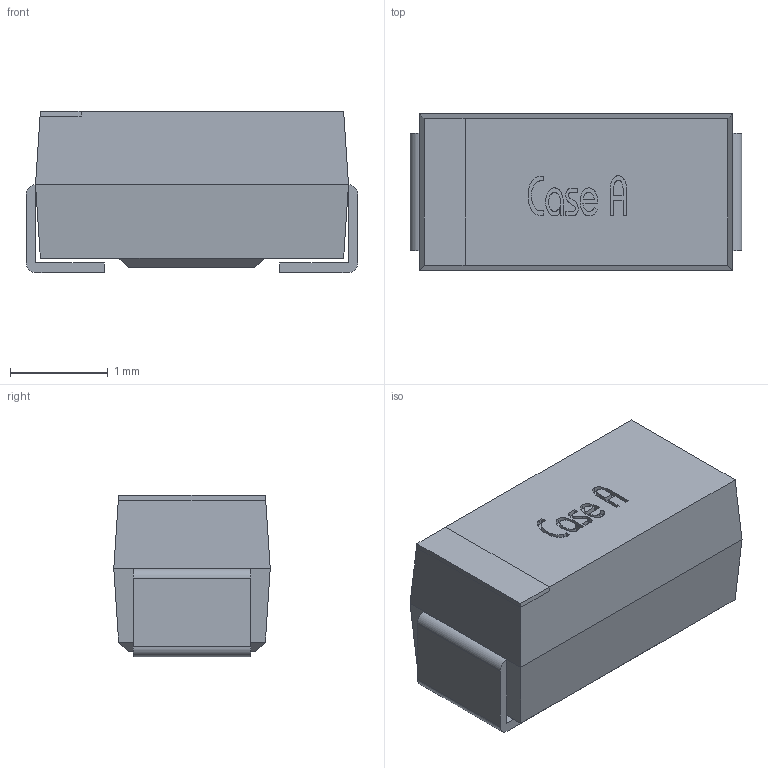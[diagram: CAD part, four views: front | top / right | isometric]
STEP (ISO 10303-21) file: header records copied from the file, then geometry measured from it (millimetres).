
FILE_DESCRIPTION(/* description */ (''),/* implementation_level */ '2;1');
FILE_NAME(/* name */ 'CS-T-A.step',/* time_stamp */ '2023-03-28T21:50:53+11:00',/* author */ (''),/* organization */ (''),/* preprocessor_version */ 'ST-DEVELOPER v19.2',/* originating_system */ 'Autodesk Translation Framework v11.17.0.187',/* authorisation */ '');
FILE_SCHEMA (('AUTOMOTIVE_DESIGN { 1 0 10303 214 3 1 1 }'));
Length unit declared in the file: millimetre
Products named in the file (4): CS-T-A; User Library-Tantalum Capacitor Case A; User Library-Tantalum Capacitor Case A_Tantalum case A part1; User Library-Tantalum Capacitor Case A_Tantalum case A part2
Assembly tree (4 placements, depth 3):
  CS-T-A
    User Library-Tantalum Capacitor Case A
      User Library-Tantalum Capacitor Case A_Tantalum case A part1
      User Library-Tantalum Capacitor Case A_Tantalum case A part2  x2
Bounding box: 3.39 x 1.6 x 1.65 mm (x, y, z)
Volume: 7.9 mm3; surface area: 34.2 mm2
Topology: 4 solids, 4 shells, 128 faces, 327 edges, 214 vertices
Faces by surface type: plane 80, bspline 44, cylinder 4
Entity records: 5484 total; most frequent: CARTESIAN_POINT 2677, ORIENTED_EDGE 612, DIRECTION 388, EDGE_CURVE 306, LINE 214, VECTOR 214, VERTEX_POINT 200, EDGE_LOOP 126
